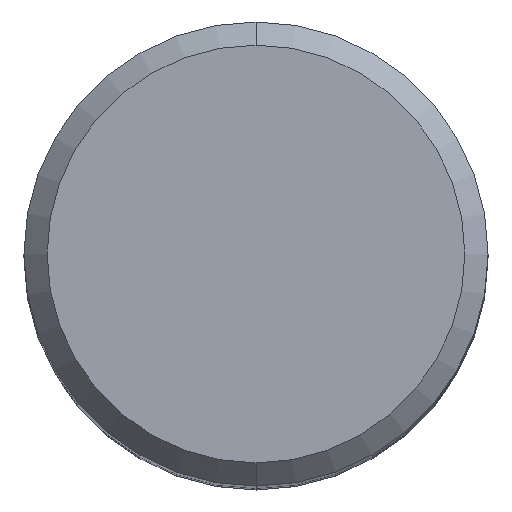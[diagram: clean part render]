
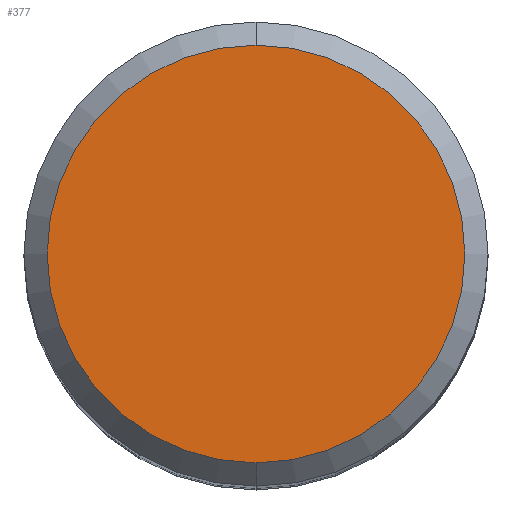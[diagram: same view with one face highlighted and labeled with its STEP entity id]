
A CAD part, top view. The second image highlights one B-rep face of the part: STEP entity #377.
In plain terms, the highlighted planar face has unit normal (0, 0, 1).
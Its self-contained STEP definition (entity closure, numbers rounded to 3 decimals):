
#235=VERTEX_POINT('',#536);
#271=EDGE_CURVE('',#309,#235,#574,.T.);
#295=EDGE_CURVE('',#235,#309,#600,.T.);
#309=VERTEX_POINT('',#615);
#377=ADVANCED_FACE('',(#690),#691,.T.);
#536=CARTESIAN_POINT('',(0.,-7.2,0.0));
#574=CIRCLE('',#1027,7.2);
#600=CIRCLE('',#1100,7.2);
#615=CARTESIAN_POINT('',(0.0,7.2,0.0));
#690=FACE_OUTER_BOUND('',#1272,.T.);
#691=PLANE('',#1273);
#1027=AXIS2_PLACEMENT_3D('',#1587,#1588,#1589);
#1100=AXIS2_PLACEMENT_3D('',#1619,#1620,#1621);
#1272=EDGE_LOOP('',(#1713,#1714));
#1273=AXIS2_PLACEMENT_3D('',#1715,#1716,#1717);
#1587=CARTESIAN_POINT('',(0.0,0.0,0.0));
#1588=DIRECTION('',(0.0,0.0,-1.0));
#1589=DIRECTION('',(0.0,1.0,0.0));
#1619=CARTESIAN_POINT('',(0.0,0.0,0.0));
#1620=DIRECTION('',(0.0,0.0,-1.0));
#1621=DIRECTION('',(0.0,1.0,0.0));
#1713=ORIENTED_EDGE('',*,*,#271,.F.);
#1714=ORIENTED_EDGE('',*,*,#295,.F.);
#1715=CARTESIAN_POINT('',(0.0,3.6,0.0));
#1716=DIRECTION('',(-0.0,0.0,1.0));
#1717=DIRECTION('',(0.0,-1.0,0.0));
